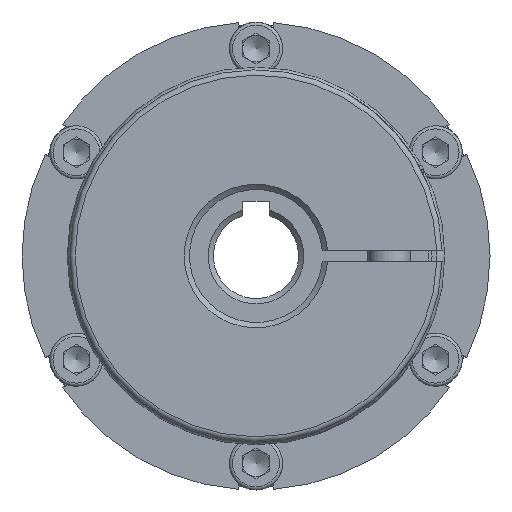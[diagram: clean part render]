
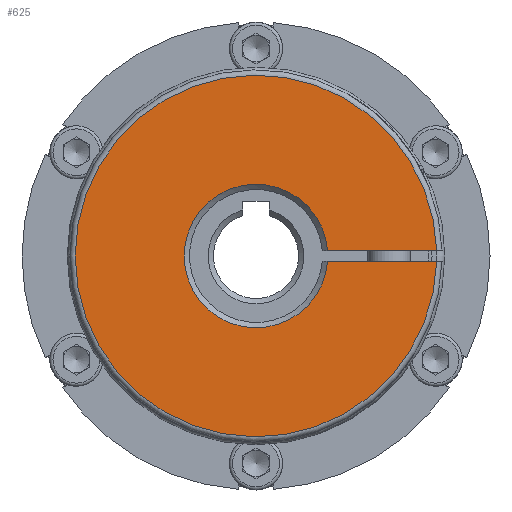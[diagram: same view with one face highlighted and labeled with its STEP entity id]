
A CAD part, left-side view. The second image highlights one B-rep face of the part: STEP entity #625.
In plain terms, the highlighted planar face has unit normal (-1, 0, 0).
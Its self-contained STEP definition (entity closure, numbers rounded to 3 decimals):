
#625 = ADVANCED_FACE( '', ( #1639 ), #1640, .T. );
#1639 = FACE_OUTER_BOUND( '', #3212, .T. );
#1640 = PLANE( '', #3213 );
#3212 = EDGE_LOOP( '', ( #5137, #5138, #5139, #5140 ) );
#3213 = AXIS2_PLACEMENT_3D( '', #5141, #5142, #5143 );
#5137 = ORIENTED_EDGE( '', *, *, #8425, .T. );
#5138 = ORIENTED_EDGE( '', *, *, #8426, .T. );
#5139 = ORIENTED_EDGE( '', *, *, #8379, .T. );
#5140 = ORIENTED_EDGE( '', *, *, #8427, .T. );
#5141 = CARTESIAN_POINT( '', ( -54.05, 6.5, 0. ) );
#5142 = DIRECTION( '', ( -1., 0., 0. ) );
#5143 = DIRECTION( '', ( 0., 0., 1. ) );
#8379 = EDGE_CURVE( '', #9993, #9994, #9995, .T. );
#8425 = EDGE_CURVE( '', #10069, #10070, #10071, .T. );
#8426 = EDGE_CURVE( '', #10070, #9993, #10072, .T. );
#8427 = EDGE_CURVE( '', #9994, #10069, #10073, .T. );
#9993 = VERTEX_POINT( '', #12786 );
#9994 = VERTEX_POINT( '', #12787 );
#9995 = LINE( '', #12788, #12789 );
#10069 = VERTEX_POINT( '', #12905 );
#10070 = VERTEX_POINT( '', #12906 );
#10071 = LINE( '', #12907, #12908 );
#10072 = CIRCLE( '', #12909, 13.5 );
#10073 = CIRCLE( '', #12910, 34. );
#12786 = CARTESIAN_POINT( '', ( -54.05, -13.463, 1. ) );
#12787 = CARTESIAN_POINT( '', ( -54.05, -33.985, 1. ) );
#12788 = CARTESIAN_POINT( '', ( -54.05, -5.916, 1. ) );
#12789 = VECTOR( '', #16319, 1000. );
#12905 = CARTESIAN_POINT( '', ( -54.05, -33.985, -1. ) );
#12906 = CARTESIAN_POINT( '', ( -54.05, -13.463, -1. ) );
#12907 = CARTESIAN_POINT( '', ( -54.05, -35., -1. ) );
#12908 = VECTOR( '', #16387, 1000. );
#12909 = AXIS2_PLACEMENT_3D( '', #16388, #16389, #16390 );
#12910 = AXIS2_PLACEMENT_3D( '', #16391, #16392, #16393 );
#16319 = DIRECTION( '', ( 0., -1., 0. ) );
#16387 = DIRECTION( '', ( 0., 1., 0. ) );
#16388 = CARTESIAN_POINT( '', ( -54.05, 0., 0. ) );
#16389 = DIRECTION( '', ( 1., 0., 0. ) );
#16390 = DIRECTION( '', ( 0., -1., 0. ) );
#16391 = CARTESIAN_POINT( '', ( -54.05, 0., 0. ) );
#16392 = DIRECTION( '', ( -1., 0., 0. ) );
#16393 = DIRECTION( '', ( 0., 1., 0. ) );
